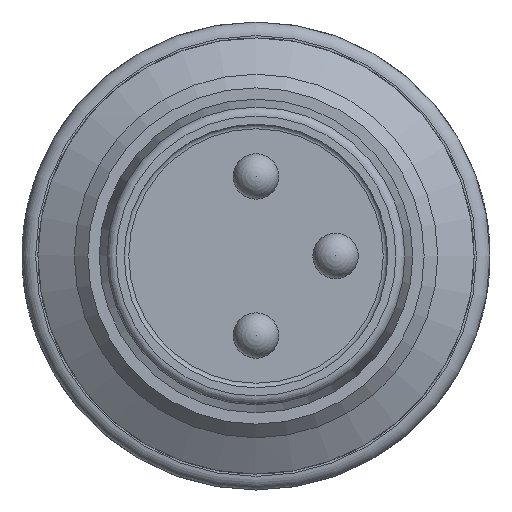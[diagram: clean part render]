
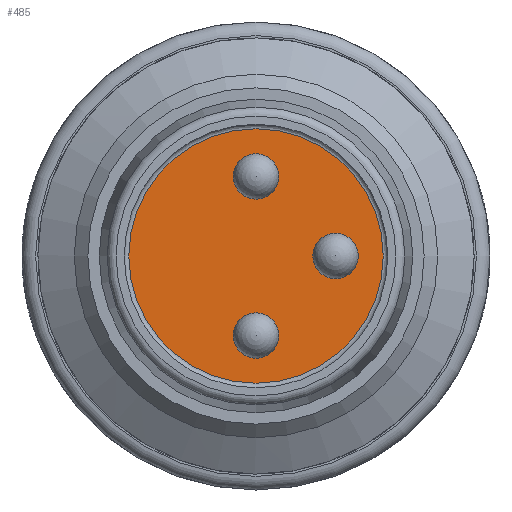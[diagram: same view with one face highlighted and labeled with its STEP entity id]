
A CAD part, front view. The second image highlights one B-rep face of the part: STEP entity #485.
In plain terms, the highlighted planar face has unit normal (0, -1, 0).
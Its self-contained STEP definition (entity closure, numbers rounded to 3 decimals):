
#339=PLANE('',#2022);
#485=ADVANCED_FACE('',(#660,#661,#662,#663),#339,.T.);
#660=FACE_BOUND('',#731,.T.);
#661=FACE_BOUND('',#732,.T.);
#662=FACE_BOUND('',#733,.T.);
#663=FACE_BOUND('',#734,.T.);
#731=EDGE_LOOP('',(#905));
#732=EDGE_LOOP('',(#906));
#733=EDGE_LOOP('',(#907));
#734=EDGE_LOOP('',(#908));
#905=ORIENTED_EDGE('',*,*,#1602,.F.);
#906=ORIENTED_EDGE('',*,*,#1601,.F.);
#907=ORIENTED_EDGE('',*,*,#1603,.T.);
#908=ORIENTED_EDGE('',*,*,#1600,.T.);
#1429=VERTEX_POINT('',#2844);
#1430=VERTEX_POINT('',#2847);
#1431=VERTEX_POINT('',#2850);
#1432=VERTEX_POINT('',#2853);
#1600=EDGE_CURVE('',#1429,#1429,#1865,.T.);
#1601=EDGE_CURVE('',#1430,#1430,#1866,.T.);
#1602=EDGE_CURVE('',#1431,#1431,#1867,.T.);
#1603=EDGE_CURVE('',#1432,#1432,#1868,.T.);
#1865=CIRCLE('',#2015,0.5);
#1866=CIRCLE('',#2017,0.5);
#1867=CIRCLE('',#2019,0.5);
#1868=CIRCLE('',#2021,2.8);
#2015=AXIS2_PLACEMENT_3D('',#2843,#2282,#2283);
#2017=AXIS2_PLACEMENT_3D('',#2846,#2286,#2287);
#2019=AXIS2_PLACEMENT_3D('',#2849,#2290,#2291);
#2021=AXIS2_PLACEMENT_3D('',#2852,#2294,#2295);
#2022=AXIS2_PLACEMENT_3D('',#2854,#2296,#2297);
#2282=DIRECTION('',(0.,1.,0.));
#2283=DIRECTION('',(0.,0.,1.));
#2286=DIRECTION('',(0.,-1.,0.));
#2287=DIRECTION('',(0.,0.,1.));
#2290=DIRECTION('',(0.,-1.,0.));
#2291=DIRECTION('',(0.,0.,1.));
#2294=DIRECTION('',(0.,-1.,0.));
#2295=DIRECTION('',(0.,0.,1.));
#2296=DIRECTION('',(0.,-1.,0.));
#2297=DIRECTION('',(0.,0.,-1.));
#2843=CARTESIAN_POINT('',(76.9,15.9,1.75));
#2844=CARTESIAN_POINT('',(76.9,15.9,2.25));
#2846=CARTESIAN_POINT('',(76.9,15.9,-1.75));
#2847=CARTESIAN_POINT('',(76.9,15.9,-1.25));
#2849=CARTESIAN_POINT('',(78.65,15.9,0.));
#2850=CARTESIAN_POINT('',(78.65,15.9,0.5));
#2852=CARTESIAN_POINT('',(76.9,15.9,0.));
#2853=CARTESIAN_POINT('',(76.9,15.9,2.8));
#2854=CARTESIAN_POINT('',(76.9,15.9,-2.9));
